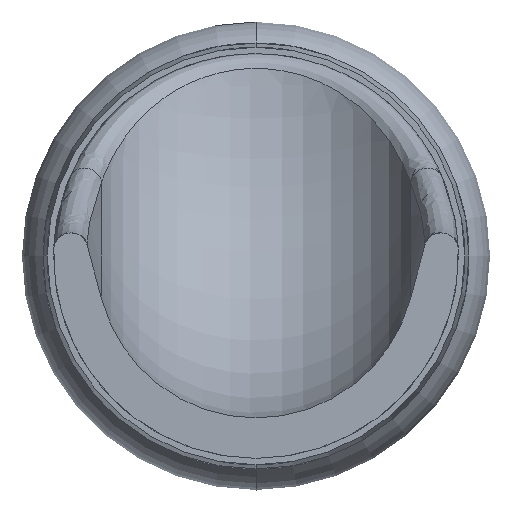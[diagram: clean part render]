
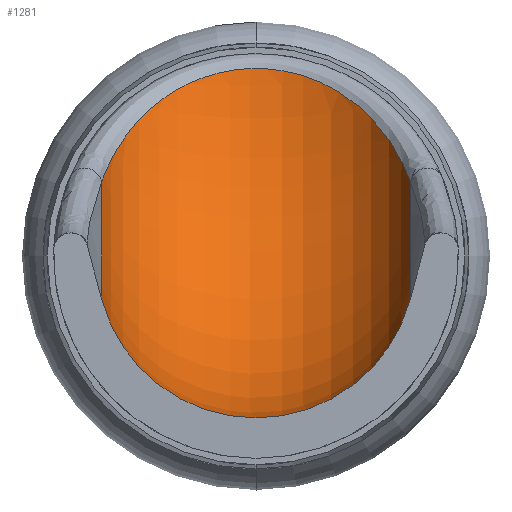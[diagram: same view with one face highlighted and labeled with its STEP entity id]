
A CAD part, front view. The second image highlights one B-rep face of the part: STEP entity #1281.
In plain terms, the highlighted toroidal (fillet/blend) face has major radius 1.15 mm and minor radius 0.75 mm.
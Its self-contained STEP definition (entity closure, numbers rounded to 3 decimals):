
#8 = DIRECTION ( 'NONE',  ( 0., -1., 0. ) ) ;
#44 = DIRECTION ( 'NONE',  ( 1., 0., 0. ) ) ;
#93 = EDGE_LOOP ( 'NONE', ( #4514, #3742, #815, #1608, #3180 ) ) ;
#113 = CARTESIAN_POINT ( 'NONE',  ( -0.724, -26.112, 0.35 ) ) ;
#148 = DIRECTION ( 'NONE',  ( 0., 0., -1. ) ) ;
#319 = CARTESIAN_POINT ( 'NONE',  ( -0.218, -25.347, 0.855 ) ) ;
#407 = CIRCLE ( 'NONE', #3733, 0.75 ) ;
#480 = CARTESIAN_POINT ( 'NONE',  ( -0.724, -27.2, -0.204 ) ) ;
#511 = DIRECTION ( 'NONE',  ( 1., 0., 0. ) ) ;
#636 = CARTESIAN_POINT ( 'NONE',  ( -0.688, -25.919, 0.442 ) ) ;
#725 = CARTESIAN_POINT ( 'NONE',  ( 0.709, -26.012, 0.392 ) ) ;
#811 = VERTEX_POINT ( 'NONE', #849 ) ;
#815 = ORIENTED_EDGE ( 'NONE', *, *, #3672, .F. ) ;
#849 = CARTESIAN_POINT ( 'NONE',  ( 0., -27.2, -0.76 ) ) ;
#892 = VERTEX_POINT ( 'NONE', #2731 ) ;
#1045 = CARTESIAN_POINT ( 'NONE',  ( 0.468, -25.508, 0.72 ) ) ;
#1132 = DIRECTION ( 'NONE',  ( 1., 0., 0. ) ) ;
#1180 = CARTESIAN_POINT ( 'NONE',  ( 0.724, -27.2, -0.204 ) ) ;
#1244 = VERTEX_POINT ( 'NONE', #480 ) ;
#1281 = ADVANCED_FACE ( 'Defeature ausgef�hrt1_5', ( #2081 ), #1340, .F. ) ;
#1331 = VERTEX_POINT ( 'NONE', #113 ) ;
#1340 = TOROIDAL_SURFACE ( 'NONE', #3385, 1.15, 0.75 ) ;
#1374 = B_SPLINE_CURVE_WITH_KNOTS ( 'NONE', 3,
 ( #2543, #725, #4012, #4391, #2186, #1045, #3981, #1788, #2116, #1417, #319, #2520, #4350, #4693, #3997, #636, #3245, #3226 ),
 .UNSPECIFIED., .F., .F.,
 ( 4, 2, 2, 2, 2, 2, 2, 2, 4 ),
 ( 0., 0., 0.001, 0.001, 0.001, 0.002, 0.002, 0.002, 0.003 ),
 .UNSPECIFIED. ) ;
#1417 = CARTESIAN_POINT ( 'NONE',  ( -0.11, -25.318, 0.881 ) ) ;
#1432 = AXIS2_PLACEMENT_3D ( 'NONE', #3324, #1132, #1500 ) ;
#1500 = DIRECTION ( 'NONE',  ( 0., 0., -1. ) ) ;
#1581 = CARTESIAN_POINT ( 'NONE',  ( 0., -27.2, 1.14 ) ) ;
#1594 = EDGE_CURVE ( 'Defeature ausgef�hrt1_5+Defeature ausgef�hrt1_6+Defeature ausgef�hrt1_4+Defeature ausgef�hrt1_41', #3158, #892, #4740, .T. ) ;
#1608 = ORIENTED_EDGE ( 'NONE', *, *, #4462, .T. ) ;
#1613 = CIRCLE ( 'NONE', #2696, 0.75 ) ;
#1788 = CARTESIAN_POINT ( 'NONE',  ( 0.216, -25.346, 0.855 ) ) ;
#1900 = CIRCLE ( 'NONE', #1432, 1.345 ) ;
#2081 = FACE_OUTER_BOUND ( 'NONE', #93, .T. ) ;
#2116 = CARTESIAN_POINT ( 'NONE',  ( 0.107, -25.317, 0.881 ) ) ;
#2186 = CARTESIAN_POINT ( 'NONE',  ( 0.581, -25.656, 0.609 ) ) ;
#2520 = CARTESIAN_POINT ( 'NONE',  ( -0.397, -25.443, 0.773 ) ) ;
#2543 = CARTESIAN_POINT ( 'NONE',  ( 0.724, -26.112, 0.35 ) ) ;
#2575 = DIRECTION ( 'NONE',  ( 0., 0., -1. ) ) ;
#2677 = DIRECTION ( 'NONE',  ( 0., -1., 0. ) ) ;
#2694 = CARTESIAN_POINT ( 'NONE',  ( 0., -27.2, -0.01 ) ) ;
#2696 = AXIS2_PLACEMENT_3D ( 'NONE', #3679, #8, #2575 ) ;
#2731 = CARTESIAN_POINT ( 'NONE',  ( 0.724, -26.112, 0.35 ) ) ;
#3158 = VERTEX_POINT ( 'NONE', #1180 ) ;
#3180 = ORIENTED_EDGE ( 'NONE', *, *, #3278, .T. ) ;
#3226 = CARTESIAN_POINT ( 'NONE',  ( -0.724, -26.112, 0.35 ) ) ;
#3245 = CARTESIAN_POINT ( 'NONE',  ( -0.709, -26.012, 0.392 ) ) ;
#3278 = EDGE_CURVE ( 'Defeature ausgef�hrt1_5+Defeature ausgef�hrt1_4+Defeature ausgef�hrt1_7+Defeature ausgef�hrt1_6', #811, #3158, #407, .T. ) ;
#3292 = CARTESIAN_POINT ( 'NONE',  ( 0.724, -27.2, 1.14 ) ) ;
#3324 = CARTESIAN_POINT ( 'NONE',  ( -0.724, -27.2, 1.14 ) ) ;
#3385 = AXIS2_PLACEMENT_3D ( 'NONE', #1581, #511, #3808 ) ;
#3672 = EDGE_CURVE ( 'Defeature ausgef�hrt1_7+Defeature ausgef�hrt1_5+Defeature ausgef�hrt1_3+Defeature ausgef�hrt1_40', #1244, #1331, #1900, .T. ) ;
#3679 = CARTESIAN_POINT ( 'NONE',  ( 0., -27.2, -0.01 ) ) ;
#3733 = AXIS2_PLACEMENT_3D ( 'NONE', #2694, #2677, #148 ) ;
#3742 = ORIENTED_EDGE ( 'NONE', *, *, #4239, .T. ) ;
#3808 = DIRECTION ( 'NONE',  ( 0., 0., -1. ) ) ;
#3981 = CARTESIAN_POINT ( 'NONE',  ( 0.395, -25.442, 0.774 ) ) ;
#3997 = CARTESIAN_POINT ( 'NONE',  ( -0.624, -25.742, 0.55 ) ) ;
#4012 = CARTESIAN_POINT ( 'NONE',  ( 0.687, -25.917, 0.443 ) ) ;
#4239 = EDGE_CURVE ( 'Defeature ausgef�hrt1_5+Defeature ausgef�hrt1_41+Defeature ausgef�hrt1_6+Defeature ausgef�hrt1_7', #892, #1331, #1374, .T. ) ;
#4350 = CARTESIAN_POINT ( 'NONE',  ( -0.469, -25.509, 0.719 ) ) ;
#4391 = CARTESIAN_POINT ( 'NONE',  ( 0.624, -25.74, 0.551 ) ) ;
#4462 = EDGE_CURVE ( 'Defeature ausgef�hrt1_5+Defeature ausgef�hrt1_4+Defeature ausgef�hrt1_7+Defeature ausgef�hrt1_6', #1244, #811, #1613, .T. ) ;
#4514 = ORIENTED_EDGE ( 'NONE', *, *, #1594, .T. ) ;
#4631 = AXIS2_PLACEMENT_3D ( 'NONE', #3292, #44, #4766 ) ;
#4693 = CARTESIAN_POINT ( 'NONE',  ( -0.582, -25.658, 0.608 ) ) ;
#4740 = CIRCLE ( 'NONE', #4631, 1.345 ) ;
#4766 = DIRECTION ( 'NONE',  ( 0., 0., -1. ) ) ;
